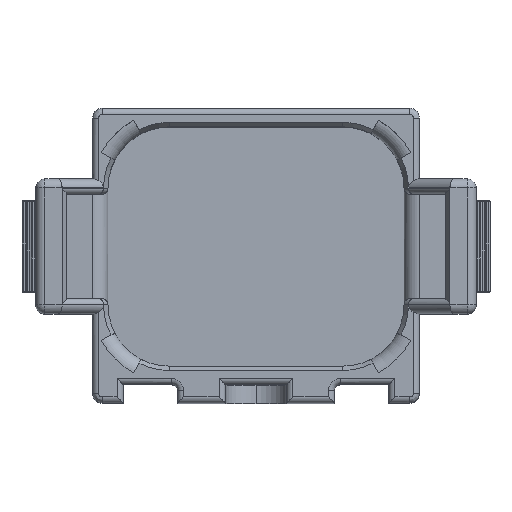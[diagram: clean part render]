
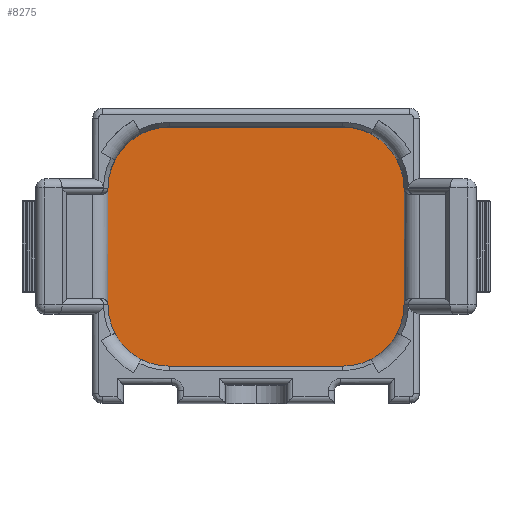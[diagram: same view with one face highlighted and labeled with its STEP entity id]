
A CAD part, top view. The second image highlights one B-rep face of the part: STEP entity #8275.
In plain terms, the highlighted planar face has unit normal (0, 0, 1).
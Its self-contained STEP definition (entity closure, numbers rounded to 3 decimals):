
#1317=CARTESIAN_POINT('',(-7.176,4.826,-19.558));
#1318=DIRECTION('',(0.,0.,1.));
#1319=DIRECTION('',(0.,1.,0.));
#1320=AXIS2_PLACEMENT_3D('',#1317,#1318,#1319);
#1325=DIRECTION('',(-1.,0.,0.));
#1326=VECTOR('',#1325,14.351);
#1327=CARTESIAN_POINT('',(7.176,9.906,-19.558));
#1328=LINE('',#1327,#1326);
#1332=CARTESIAN_POINT('',(7.176,4.826,-19.558));
#1333=DIRECTION('',(0.,0.,1.));
#1334=DIRECTION('',(1.,0.,0.));
#1335=AXIS2_PLACEMENT_3D('',#1332,#1333,#1334);
#1340=DIRECTION('',(0.,1.,0.));
#1341=VECTOR('',#1340,9.652);
#1342=CARTESIAN_POINT('',(12.256,-4.826,-19.558));
#1343=LINE('',#1342,#1341);
#1347=CARTESIAN_POINT('',(7.176,-4.826,-19.558));
#1348=DIRECTION('',(0.,0.,1.));
#1349=DIRECTION('',(0.,-1.,0.));
#1350=AXIS2_PLACEMENT_3D('',#1347,#1348,#1349);
#1355=DIRECTION('',(1.,0.,0.));
#1356=VECTOR('',#1355,14.351);
#1357=CARTESIAN_POINT('',(-7.176,-9.906,-19.558));
#1358=LINE('',#1357,#1356);
#1362=CARTESIAN_POINT('',(-7.176,-4.826,-19.558));
#1363=DIRECTION('',(0.,0.,1.));
#1364=DIRECTION('',(-1.,0.,0.));
#1365=AXIS2_PLACEMENT_3D('',#1362,#1363,#1364);
#1370=DIRECTION('',(0.,-1.,0.));
#1371=VECTOR('',#1370,9.652);
#1372=CARTESIAN_POINT('',(-12.256,4.826,-19.558));
#1373=LINE('',#1372,#1371);
#6586=CARTESIAN_POINT('',(-7.176,9.906,-19.558));
#6587=CARTESIAN_POINT('',(-12.256,4.826,-19.558));
#6588=VERTEX_POINT('',#6586);
#6589=VERTEX_POINT('',#6587);
#6590=CARTESIAN_POINT('',(-12.256,-4.826,-19.558));
#6591=VERTEX_POINT('',#6590);
#6592=CARTESIAN_POINT('',(-7.176,-9.906,-19.558));
#6593=VERTEX_POINT('',#6592);
#6594=CARTESIAN_POINT('',(7.176,-9.906,-19.558));
#6595=VERTEX_POINT('',#6594);
#6596=CARTESIAN_POINT('',(12.256,-4.826,-19.558));
#6597=VERTEX_POINT('',#6596);
#6598=CARTESIAN_POINT('',(12.256,4.826,-19.558));
#6599=VERTEX_POINT('',#6598);
#6600=CARTESIAN_POINT('',(7.176,9.906,-19.558));
#6601=VERTEX_POINT('',#6600);
#8256=CARTESIAN_POINT('',(0.,0.,-19.558));
#8257=DIRECTION('',(0.,0.,1.));
#8258=DIRECTION('',(-1.,0.,0.));
#8259=AXIS2_PLACEMENT_3D('',#8256,#8257,#8258);
#8260=PLANE('',#8259);
#8261=ORIENTED_EDGE('',*,*,#7876,.F.);
#8263=ORIENTED_EDGE('',*,*,#8262,.F.);
#8265=ORIENTED_EDGE('',*,*,#8264,.F.);
#8266=ORIENTED_EDGE('',*,*,#7635,.F.);
#8268=ORIENTED_EDGE('',*,*,#8267,.F.);
#8270=ORIENTED_EDGE('',*,*,#8269,.F.);
#8271=ORIENTED_EDGE('',*,*,#8234,.F.);
#8272=ORIENTED_EDGE('',*,*,#7855,.F.);
#8273=EDGE_LOOP('',(#8261,#8263,#8265,#8266,#8268,#8270,#8271,#8272));
#8274=FACE_OUTER_BOUND('',#8273,.F.);
#8275=ADVANCED_FACE('',(#8274),#8260,.T.);
#1321=CIRCLE('',#1320,5.08);
#1336=CIRCLE('',#1335,5.08);
#1351=CIRCLE('',#1350,5.08);
#1366=CIRCLE('',#1365,5.08);
#7635=EDGE_CURVE('',#6597,#6599,#1343,.T.);
#7855=EDGE_CURVE('',#6589,#6591,#1373,.T.);
#7876=EDGE_CURVE('',#6588,#6589,#1321,.T.);
#8234=EDGE_CURVE('',#6591,#6593,#1366,.T.);
#8262=EDGE_CURVE('',#6601,#6588,#1328,.T.);
#8264=EDGE_CURVE('',#6599,#6601,#1336,.T.);
#8267=EDGE_CURVE('',#6595,#6597,#1351,.T.);
#8269=EDGE_CURVE('',#6593,#6595,#1358,.T.);
